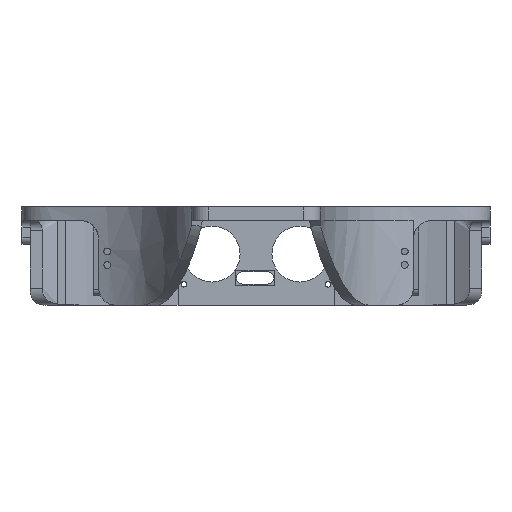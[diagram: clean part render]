
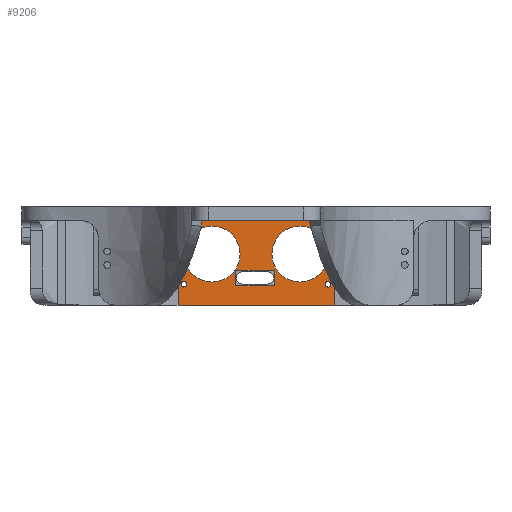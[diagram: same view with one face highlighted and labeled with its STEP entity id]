
A CAD part, front view. The second image highlights one B-rep face of the part: STEP entity #9206.
In plain terms, the highlighted planar face has unit normal (0, -1, 0).
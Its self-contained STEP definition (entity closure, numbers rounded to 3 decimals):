
#177=FACE_BOUND('',#3066,.T.);
#178=FACE_BOUND('',#3067,.T.);
#179=FACE_BOUND('',#3068,.T.);
#180=FACE_BOUND('',#3069,.T.);
#181=FACE_BOUND('',#3070,.T.);
#1026=LINE('',#16115,#1656);
#1027=LINE('',#16117,#1657);
#1028=LINE('',#16119,#1658);
#1029=LINE('',#16120,#1659);
#1030=LINE('',#16127,#1660);
#1031=LINE('',#16129,#1661);
#1032=LINE('',#16131,#1662);
#1033=LINE('',#16132,#1663);
#1656=VECTOR('',#12862,10.);
#1657=VECTOR('',#12863,10.);
#1658=VECTOR('',#12864,10.);
#1659=VECTOR('',#12865,10.);
#1660=VECTOR('',#12870,10.);
#1661=VECTOR('',#12871,10.);
#1662=VECTOR('',#12872,10.);
#1663=VECTOR('',#12873,10.);
#2423=FACE_OUTER_BOUND('',#3065,.T.);
#3065=EDGE_LOOP('',(#7630,#7631,#7632,#7633));
#3066=EDGE_LOOP('',(#7634,#7635));
#3067=EDGE_LOOP('',(#7636,#7637,#7638,#7639));
#3068=EDGE_LOOP('',(#7640));
#3069=EDGE_LOOP('',(#7641));
#3070=EDGE_LOOP('',(#7642,#7643));
#3834=CIRCLE('',#10319,0.826);
#3835=CIRCLE('',#10320,0.826);
#3836=CIRCLE('',#10321,8.25);
#3837=CIRCLE('',#10322,8.25);
#3838=CIRCLE('',#10323,0.825);
#3839=CIRCLE('',#10324,0.825);
#4530=VERTEX_POINT('',#16113);
#4531=VERTEX_POINT('',#16114);
#4532=VERTEX_POINT('',#16116);
#4533=VERTEX_POINT('',#16118);
#4534=VERTEX_POINT('',#16121);
#4535=VERTEX_POINT('',#16122);
#4536=VERTEX_POINT('',#16125);
#4537=VERTEX_POINT('',#16126);
#4538=VERTEX_POINT('',#16128);
#4539=VERTEX_POINT('',#16130);
#4540=VERTEX_POINT('',#16133);
#4541=VERTEX_POINT('',#16135);
#4542=VERTEX_POINT('',#16137);
#4543=VERTEX_POINT('',#16138);
#5673=EDGE_CURVE('',#4530,#4531,#1026,.T.);
#5674=EDGE_CURVE('',#4532,#4530,#1027,.T.);
#5675=EDGE_CURVE('',#4533,#4532,#1028,.T.);
#5676=EDGE_CURVE('',#4533,#4531,#1029,.T.);
#5677=EDGE_CURVE('',#4534,#4535,#3834,.T.);
#5678=EDGE_CURVE('',#4535,#4534,#3835,.T.);
#5679=EDGE_CURVE('',#4536,#4537,#1030,.T.);
#5680=EDGE_CURVE('',#4537,#4538,#1031,.T.);
#5681=EDGE_CURVE('',#4538,#4539,#1032,.T.);
#5682=EDGE_CURVE('',#4539,#4536,#1033,.T.);
#5683=EDGE_CURVE('',#4540,#4540,#3836,.T.);
#5684=EDGE_CURVE('',#4541,#4541,#3837,.T.);
#5685=EDGE_CURVE('',#4542,#4543,#3838,.T.);
#5686=EDGE_CURVE('',#4543,#4542,#3839,.T.);
#7630=ORIENTED_EDGE('',*,*,#5673,.F.);
#7631=ORIENTED_EDGE('',*,*,#5674,.F.);
#7632=ORIENTED_EDGE('',*,*,#5675,.F.);
#7633=ORIENTED_EDGE('',*,*,#5676,.T.);
#7634=ORIENTED_EDGE('',*,*,#5677,.T.);
#7635=ORIENTED_EDGE('',*,*,#5678,.T.);
#7636=ORIENTED_EDGE('',*,*,#5679,.T.);
#7637=ORIENTED_EDGE('',*,*,#5680,.T.);
#7638=ORIENTED_EDGE('',*,*,#5681,.T.);
#7639=ORIENTED_EDGE('',*,*,#5682,.T.);
#7640=ORIENTED_EDGE('',*,*,#5683,.T.);
#7641=ORIENTED_EDGE('',*,*,#5684,.T.);
#7642=ORIENTED_EDGE('',*,*,#5685,.T.);
#7643=ORIENTED_EDGE('',*,*,#5686,.T.);
#8671=PLANE('',#10318);
#9206=ADVANCED_FACE('',(#2423,#177,#178,#179,#180,#181),#8671,.T.);
#10318=AXIS2_PLACEMENT_3D('',#16112,#12860,#12861);
#10319=AXIS2_PLACEMENT_3D('',#16123,#12866,#12867);
#10320=AXIS2_PLACEMENT_3D('',#16124,#12868,#12869);
#10321=AXIS2_PLACEMENT_3D('',#16134,#12874,#12875);
#10322=AXIS2_PLACEMENT_3D('',#16136,#12876,#12877);
#10323=AXIS2_PLACEMENT_3D('',#16139,#12878,#12879);
#10324=AXIS2_PLACEMENT_3D('',#16140,#12880,#12881);
#12860=DIRECTION('center_axis',(0.,-1.,0.));
#12861=DIRECTION('ref_axis',(-1.,0.,0.));
#12862=DIRECTION('',(-1.,0.,0.));
#12863=DIRECTION('',(0.,0.,-1.));
#12864=DIRECTION('',(1.,0.,0.));
#12865=DIRECTION('',(0.,0.,-1.));
#12866=DIRECTION('center_axis',(0.,1.,0.));
#12867=DIRECTION('ref_axis',(-1.,0.,0.));
#12868=DIRECTION('center_axis',(0.,1.,0.));
#12869=DIRECTION('ref_axis',(-1.,0.,0.));
#12870=DIRECTION('',(-1.,0.,0.));
#12871=DIRECTION('',(0.,0.,1.));
#12872=DIRECTION('',(1.,0.,0.));
#12873=DIRECTION('',(0.,0.,-1.));
#12874=DIRECTION('center_axis',(0.,1.,0.));
#12875=DIRECTION('ref_axis',(-1.,0.,0.));
#12876=DIRECTION('center_axis',(0.,1.,0.));
#12877=DIRECTION('ref_axis',(-1.,0.,0.));
#12878=DIRECTION('center_axis',(0.,1.,0.));
#12879=DIRECTION('ref_axis',(-1.,0.,0.));
#12880=DIRECTION('center_axis',(0.,1.,0.));
#12881=DIRECTION('ref_axis',(-1.,0.,0.));
#16112=CARTESIAN_POINT('Origin',(16.207,29.5,0.));
#16113=CARTESIAN_POINT('',(61.,29.5,-25.));
#16114=CARTESIAN_POINT('',(15.,29.5,-25.));
#16115=CARTESIAN_POINT('',(15.,29.5,-25.));
#16116=CARTESIAN_POINT('',(61.,29.5,0.));
#16117=CARTESIAN_POINT('',(61.,29.5,0.));
#16118=CARTESIAN_POINT('',(15.,29.5,0.));
#16119=CARTESIAN_POINT('',(27.104,29.5,0.));
#16120=CARTESIAN_POINT('',(15.,29.5,0.));
#16121=CARTESIAN_POINT('',(59.793,29.5,-19.485));
#16122=CARTESIAN_POINT('',(60.111,29.5,-18.834));
#16123=CARTESIAN_POINT('Origin',(59.285,29.5,-18.834));
#16124=CARTESIAN_POINT('Origin',(59.285,29.5,-18.834));
#16125=CARTESIAN_POINT('',(43.379,29.5,-19.257));
#16126=CARTESIAN_POINT('',(32.067,29.5,-19.257));
#16127=CARTESIAN_POINT('',(52.189,29.5,-19.257));
#16128=CARTESIAN_POINT('',(32.067,29.5,-14.705));
#16129=CARTESIAN_POINT('',(32.067,29.5,-9.628));
#16130=CARTESIAN_POINT('',(43.379,29.5,-14.705));
#16131=CARTESIAN_POINT('',(46.533,29.5,-14.705));
#16132=CARTESIAN_POINT('',(43.379,29.5,-7.352));
#16133=CARTESIAN_POINT('',(33.309,29.5,-9.931));
#16134=CARTESIAN_POINT('Origin',(25.059,29.5,-9.931));
#16135=CARTESIAN_POINT('',(59.191,29.5,-9.931));
#16136=CARTESIAN_POINT('Origin',(50.941,29.5,-9.931));
#16137=CARTESIAN_POINT('',(16.207,29.5,-18.183));
#16138=CARTESIAN_POINT('',(17.54,29.5,-18.834));
#16139=CARTESIAN_POINT('Origin',(16.715,29.5,-18.834));
#16140=CARTESIAN_POINT('Origin',(16.715,29.5,-18.834));
